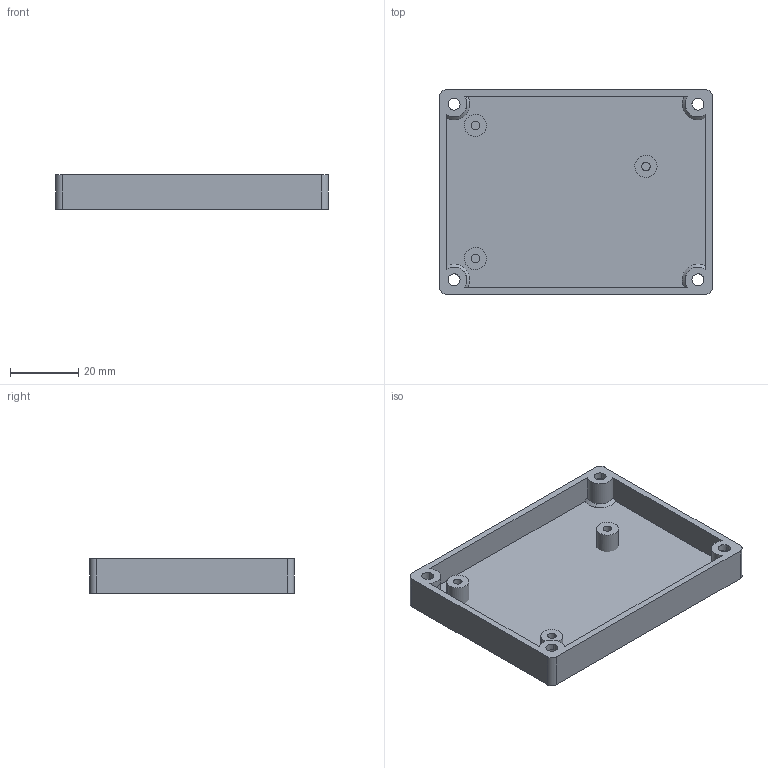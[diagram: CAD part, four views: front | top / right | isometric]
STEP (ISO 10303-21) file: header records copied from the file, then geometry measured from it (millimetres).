
FILE_DESCRIPTION(('CATIA V5 STEP Exchange','CAx-IF Rec.Pracs.--- Model Styling and Organization---1.4--- 2014-01-23'),'2;1');
FILE_NAME('AMBILIGHT_C5_BOTTOM.stp','2020-11-12T06:22:04+00:00',('none'),('none'),'CATIA Version 5-6 Release 2019 SP3','CATIA V5 STEP AP214 v1','none');
FILE_SCHEMA(('AUTOMOTIVE_DESIGN { 1 0 10303 214 1 1 1 1 }'));
Length unit declared in the file: millimetre
Products named in the file (1): Ambilight_C5_bottom
Bounding box: 80 x 60 x 10 mm (x, y, z)
Volume: 15047.2 mm3; surface area: 15570 mm2
Topology: 4 solids, 4 shells, 74 faces, 174 edges, 113 vertices
Faces by surface type: cylinder 38, plane 20, cone 16
Entity records: 2052 total; most frequent: CARTESIAN_POINT 458, ORIENTED_EDGE 340, DIRECTION 248, EDGE_CURVE 170, AXIS2_PLACEMENT_3D 122, VERTEX_POINT 108, EDGE_LOOP 86, VECTOR 80
